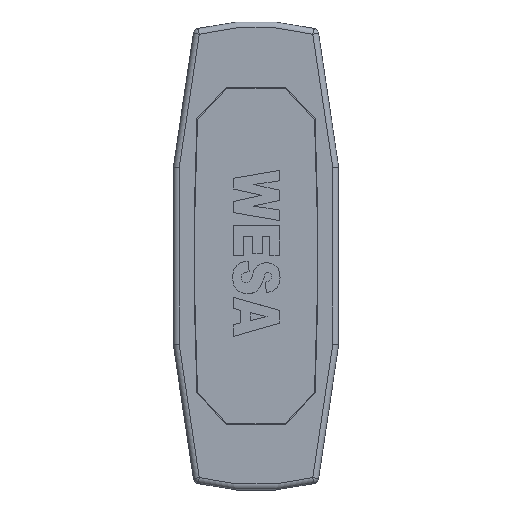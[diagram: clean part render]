
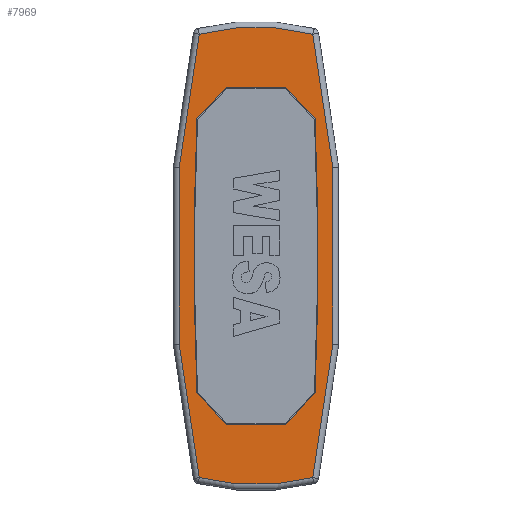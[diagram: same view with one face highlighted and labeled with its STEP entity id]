
A CAD part, top view. The second image highlights one B-rep face of the part: STEP entity #7969.
In plain terms, the highlighted planar face has unit normal (0, 0, 1).
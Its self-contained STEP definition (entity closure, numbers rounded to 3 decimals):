
#833=LINE('',#15636,#1468);
#851=LINE('',#15694,#1486);
#883=LINE('',#15776,#1518);
#884=LINE('',#15778,#1519);
#885=LINE('',#15782,#1520);
#886=LINE('',#15783,#1521);
#887=LINE('',#15787,#1522);
#888=LINE('',#15789,#1523);
#889=LINE('',#15791,#1524);
#890=LINE('',#15795,#1525);
#891=LINE('',#15797,#1526);
#892=LINE('',#15799,#1527);
#1468=VECTOR('',#12435,1000.);
#1486=VECTOR('',#12489,1000.);
#1518=VECTOR('',#12575,1000.);
#1519=VECTOR('',#12576,1000.);
#1520=VECTOR('',#12579,1000.);
#1521=VECTOR('',#12580,1000.);
#1522=VECTOR('',#12583,1000.);
#1523=VECTOR('',#12584,1000.);
#1524=VECTOR('',#12585,1000.);
#1525=VECTOR('',#12588,1000.);
#1526=VECTOR('',#12589,1000.);
#1527=VECTOR('',#12590,1000.);
#1896=PLANE('',#10384);
#3929=ORIENTED_EDGE('',*,*,#5189,.F.);
#3930=ORIENTED_EDGE('',*,*,#5190,.F.);
#3931=ORIENTED_EDGE('',*,*,#5191,.T.);
#3932=ORIENTED_EDGE('',*,*,#5192,.T.);
#3933=ORIENTED_EDGE('',*,*,#5118,.T.);
#3934=ORIENTED_EDGE('',*,*,#5193,.T.);
#3935=ORIENTED_EDGE('',*,*,#5187,.T.);
#3936=ORIENTED_EDGE('',*,*,#5147,.F.);
#3937=ORIENTED_EDGE('',*,*,#5194,.T.);
#3938=ORIENTED_EDGE('',*,*,#5195,.F.);
#3939=ORIENTED_EDGE('',*,*,#5196,.F.);
#3940=ORIENTED_EDGE('',*,*,#5197,.F.);
#3941=ORIENTED_EDGE('',*,*,#5198,.F.);
#3942=ORIENTED_EDGE('',*,*,#5199,.F.);
#3943=ORIENTED_EDGE('',*,*,#5200,.F.);
#3944=ORIENTED_EDGE('',*,*,#5201,.F.);
#5118=EDGE_CURVE('',#5917,#5918,#833,.T.);
#5147=EDGE_CURVE('',#5939,#5923,#851,.T.);
#5187=EDGE_CURVE('',#5926,#5923,#6261,.T.);
#5189=EDGE_CURVE('',#5962,#5939,#883,.T.);
#5190=EDGE_CURVE('',#5963,#5962,#884,.T.);
#5191=EDGE_CURVE('',#5963,#5964,#6263,.T.);
#5192=EDGE_CURVE('',#5964,#5917,#885,.T.);
#5193=EDGE_CURVE('',#5918,#5926,#886,.T.);
#5194=EDGE_CURVE('',#5965,#5966,#6264,.T.);
#5195=EDGE_CURVE('',#5967,#5966,#887,.T.);
#5196=EDGE_CURVE('',#5968,#5967,#888,.T.);
#5197=EDGE_CURVE('',#5969,#5968,#889,.T.);
#5198=EDGE_CURVE('',#5970,#5969,#6265,.T.);
#5199=EDGE_CURVE('',#5971,#5970,#890,.T.);
#5200=EDGE_CURVE('',#5972,#5971,#891,.T.);
#5201=EDGE_CURVE('',#5965,#5972,#892,.T.);
#5917=VERTEX_POINT('',#15637);
#5918=VERTEX_POINT('',#15638);
#5923=VERTEX_POINT('',#15649);
#5926=VERTEX_POINT('',#15656);
#5939=VERTEX_POINT('',#15695);
#5962=VERTEX_POINT('',#15777);
#5963=VERTEX_POINT('',#15779);
#5964=VERTEX_POINT('',#15781);
#5965=VERTEX_POINT('',#15785);
#5966=VERTEX_POINT('',#15786);
#5967=VERTEX_POINT('',#15788);
#5968=VERTEX_POINT('',#15790);
#5969=VERTEX_POINT('',#15792);
#5970=VERTEX_POINT('',#15794);
#5971=VERTEX_POINT('',#15796);
#5972=VERTEX_POINT('',#15798);
#6261=CIRCLE('',#10382,38.75);
#6263=CIRCLE('',#10385,38.75);
#6264=CIRCLE('',#10386,538.206);
#6265=CIRCLE('',#10387,538.206);
#6798=EDGE_LOOP('',(#3929,#3930,#3931,#3932,#3933,#3934,#3935,#3936));
#6799=EDGE_LOOP('',(#3937,#3938,#3939,#3940,#3941,#3942,#3943,#3944));
#7375=FACE_BOUND('',#6798,.T.);
#7376=FACE_BOUND('',#6799,.T.);
#7969=ADVANCED_FACE('',(#7375,#7376),#1896,.T.);
#10382=AXIS2_PLACEMENT_3D('',#15773,#12569,#12570);
#10384=AXIS2_PLACEMENT_3D('',#15775,#12573,#12574);
#10385=AXIS2_PLACEMENT_3D('',#15780,#12577,#12578);
#10386=AXIS2_PLACEMENT_3D('',#15784,#12581,#12582);
#10387=AXIS2_PLACEMENT_3D('',#15793,#12586,#12587);
#12435=DIRECTION('',(1.,0.,0.));
#12489=DIRECTION('',(0.989,-0.148,0.));
#12569=DIRECTION('',(0.,0.,1.));
#12570=DIRECTION('',(1.,0.,0.));
#12573=DIRECTION('',(0.,0.,1.));
#12574=DIRECTION('',(1.,0.,0.));
#12575=DIRECTION('',(1.,0.,0.));
#12576=DIRECTION('',(0.989,0.148,0.));
#12577=DIRECTION('',(0.,0.,1.));
#12578=DIRECTION('',(1.,0.,0.));
#12579=DIRECTION('',(0.989,-0.148,0.));
#12580=DIRECTION('',(0.989,0.148,0.));
#12581=DIRECTION('',(0.,0.,-1.));
#12582=DIRECTION('',(1.,0.,0.));
#12583=DIRECTION('',(0.728,-0.686,0.));
#12584=DIRECTION('',(0.,-1.,0.));
#12585=DIRECTION('',(-0.728,-0.686,0.));
#12586=DIRECTION('',(0.,0.,1.));
#12587=DIRECTION('',(1.,0.,0.));
#12588=DIRECTION('',(-0.728,0.686,0.));
#12589=DIRECTION('',(0.,1.,0.));
#12590=DIRECTION('',(0.728,0.686,0.));
#15636=CARTESIAN_POINT('',(-15.,-13.,48.));
#15637=CARTESIAN_POINT('',(-14.925,-13.,48.));
#15638=CARTESIAN_POINT('',(14.925,-13.,48.));
#15649=CARTESIAN_POINT('',(37.54,9.609,48.));
#15656=CARTESIAN_POINT('',(37.54,-9.609,48.));
#15694=CARTESIAN_POINT('',(4.164,14.614,48.));
#15695=CARTESIAN_POINT('',(14.925,13.,48.));
#15773=CARTESIAN_POINT('',(0.,0.,48.));
#15775=CARTESIAN_POINT('',(4.164,7.588,48.));
#15776=CARTESIAN_POINT('',(4.164,13.,48.));
#15777=CARTESIAN_POINT('',(-14.925,13.,48.));
#15778=CARTESIAN_POINT('',(4.164,15.863,48.));
#15779=CARTESIAN_POINT('',(-37.54,9.609,48.));
#15780=CARTESIAN_POINT('',(0.,0.,48.));
#15781=CARTESIAN_POINT('',(-37.54,-9.609,48.));
#15782=CARTESIAN_POINT('',(4.164,-15.863,48.));
#15783=CARTESIAN_POINT('',(4.164,-14.614,48.));
#15784=CARTESIAN_POINT('',(0.,527.706,48.));
#15785=CARTESIAN_POINT('',(23.194,-10.,48.));
#15786=CARTESIAN_POINT('',(-23.194,-10.,48.));
#15787=CARTESIAN_POINT('',(0.,-31.856,48.));
#15788=CARTESIAN_POINT('',(-28.5,-5.,48.));
#15789=CARTESIAN_POINT('',(-28.5,0.,48.));
#15790=CARTESIAN_POINT('',(-28.5,5.,48.));
#15791=CARTESIAN_POINT('',(0.,31.856,48.));
#15792=CARTESIAN_POINT('',(-23.194,10.,48.));
#15793=CARTESIAN_POINT('',(0.,-527.706,48.));
#15794=CARTESIAN_POINT('',(23.194,10.,48.));
#15795=CARTESIAN_POINT('',(0.,31.856,48.));
#15796=CARTESIAN_POINT('',(28.5,5.,48.));
#15797=CARTESIAN_POINT('',(28.5,0.,48.));
#15798=CARTESIAN_POINT('',(28.5,-5.,48.));
#15799=CARTESIAN_POINT('',(0.,-31.856,48.));
